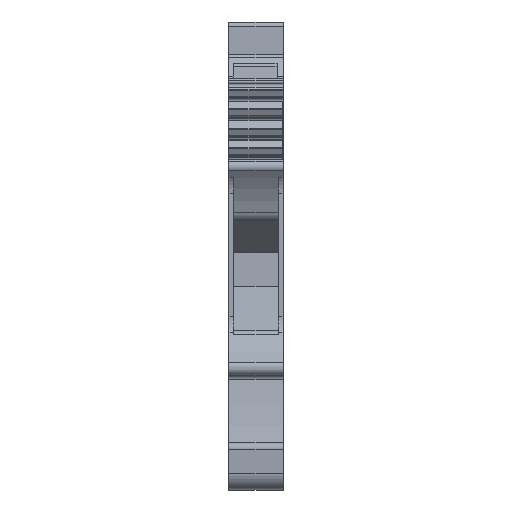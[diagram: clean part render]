
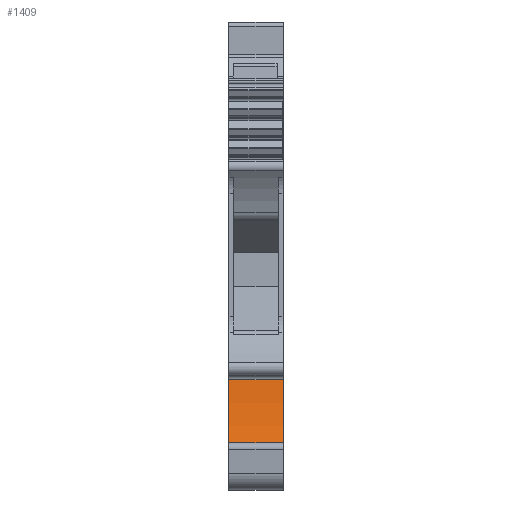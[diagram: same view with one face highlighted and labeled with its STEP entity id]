
A CAD part, front view. The second image highlights one B-rep face of the part: STEP entity #1409.
In plain terms, the highlighted cylindrical face has radius 35 mm (diameter 70 mm), a partial arc.
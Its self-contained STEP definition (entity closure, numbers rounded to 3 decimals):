
#1382=AXIS2_PLACEMENT_3D('Cylinder Axis2P3D',#1379,#1380,#1381) ;
#1386=AXIS2_PLACEMENT_3D('Circle Axis2P3D',#1384,#1385,$) ;
#1400=AXIS2_PLACEMENT_3D('Circle Axis2P3D',#1398,#1399,$) ;
#1350=CARTESIAN_POINT('Vertex',(0.,4.836,12.355)) ;
#1353=CARTESIAN_POINT('Line Origine',(3.05,4.836,12.355)) ;
#1357=CARTESIAN_POINT('Vertex',(6.1,4.836,12.355)) ;
#1379=CARTESIAN_POINT('Axis2P3D Location',(3.05,-30.024,15.482)) ;
#1384=CARTESIAN_POINT('Axis2P3D Location',(0.,-30.024,15.482)) ;
#1388=CARTESIAN_POINT('Vertex',(0.,3.238,4.589)) ;
#1391=CARTESIAN_POINT('Line Origine',(3.05,3.238,4.589)) ;
#1395=CARTESIAN_POINT('Vertex',(6.1,3.238,4.589)) ;
#1398=CARTESIAN_POINT('Axis2P3D Location',(6.1,-30.024,15.482)) ;
#1354=DIRECTION('Vector Direction',(1.,0.,0.)) ;
#1380=DIRECTION('Axis2P3D Direction',(1.,-0.,0.)) ;
#1381=DIRECTION('Axis2P3D XDirection',(0.,0.95,-0.311)) ;
#1385=DIRECTION('Axis2P3D Direction',(1.,-0.,0.)) ;
#1392=DIRECTION('Vector Direction',(1.,0.,0.)) ;
#1399=DIRECTION('Axis2P3D Direction',(1.,-0.,0.)) ;
#1355=VECTOR('Line Direction',#1354,1.) ;
#1393=VECTOR('Line Direction',#1392,1.) ;
#1404=ORIENTED_EDGE('',*,*,#1359,.F.) ;
#1405=ORIENTED_EDGE('',*,*,#1390,.T.) ;
#1406=ORIENTED_EDGE('',*,*,#1397,.T.) ;
#1407=ORIENTED_EDGE('',*,*,#1402,.F.) ;
#1409=ADVANCED_FACE('Hauptk\X2\00F6\X0\rper',(#1408),#1383,.F.) ;
#1387=CIRCLE('generated circle',#1386,35.) ;
#1401=CIRCLE('generated circle',#1400,35.) ;
#1383=CYLINDRICAL_SURFACE('generated cylinder',#1382,35.) ;
#1359=EDGE_CURVE('',#1351,#1358,#1356,.T.) ;
#1390=EDGE_CURVE('',#1351,#1389,#1387,.F.) ;
#1397=EDGE_CURVE('',#1389,#1396,#1394,.T.) ;
#1402=EDGE_CURVE('',#1358,#1396,#1401,.F.) ;
#1403=EDGE_LOOP('',(#1404,#1405,#1406,#1407)) ;
#1408=FACE_OUTER_BOUND('',#1403,.T.) ;
#1356=LINE('Line',#1353,#1355) ;
#1394=LINE('Line',#1391,#1393) ;
#1351=VERTEX_POINT('',#1350) ;
#1358=VERTEX_POINT('',#1357) ;
#1389=VERTEX_POINT('',#1388) ;
#1396=VERTEX_POINT('',#1395) ;
